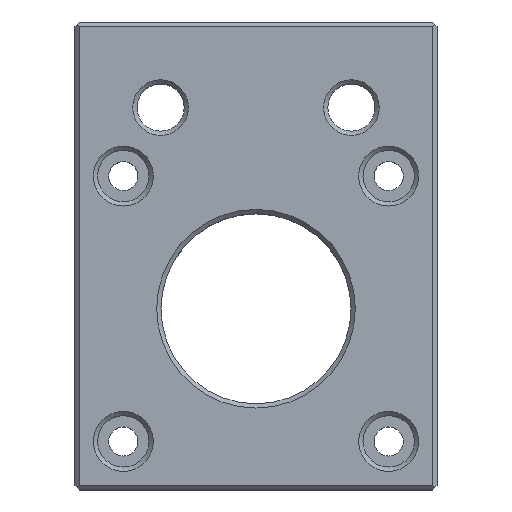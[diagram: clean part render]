
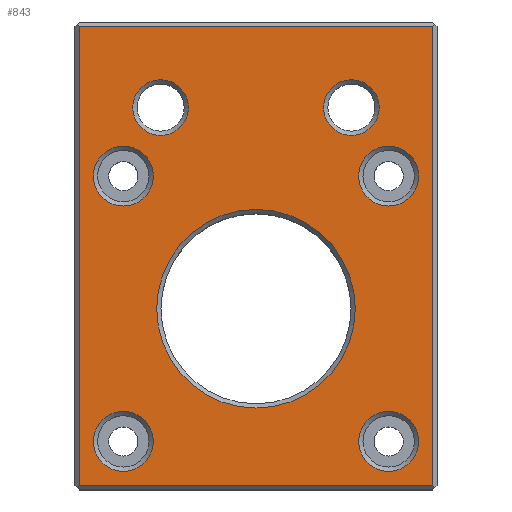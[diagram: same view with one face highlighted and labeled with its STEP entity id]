
A CAD part, top view. The second image highlights one B-rep face of the part: STEP entity #843.
In plain terms, the highlighted planar face has unit normal (0, 0, 1).
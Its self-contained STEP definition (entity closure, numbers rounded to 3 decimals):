
#42=FACE_BOUND('',#170,.T.);
#43=FACE_BOUND('',#171,.T.);
#44=FACE_BOUND('',#172,.T.);
#45=FACE_BOUND('',#173,.T.);
#46=FACE_BOUND('',#174,.T.);
#47=FACE_BOUND('',#175,.T.);
#48=FACE_BOUND('',#176,.T.);
#62=CIRCLE('',#909,3.5);
#63=CIRCLE('',#910,3.25);
#64=CIRCLE('',#911,3.25);
#65=CIRCLE('',#912,3.5);
#66=CIRCLE('',#913,11.6);
#67=CIRCLE('',#914,3.5);
#68=CIRCLE('',#915,3.5);
#118=FACE_OUTER_BOUND('',#169,.T.);
#169=EDGE_LOOP('',(#642,#643,#644,#645));
#170=EDGE_LOOP('',(#646));
#171=EDGE_LOOP('',(#647));
#172=EDGE_LOOP('',(#648));
#173=EDGE_LOOP('',(#649));
#174=EDGE_LOOP('',(#650));
#175=EDGE_LOOP('',(#651));
#176=EDGE_LOOP('',(#652));
#241=LINE('',#1286,#316);
#256=LINE('',#1317,#331);
#268=LINE('',#1339,#343);
#269=LINE('',#1341,#344);
#316=VECTOR('',#1013,10.);
#331=VECTOR('',#1034,10.);
#343=VECTOR('',#1054,10.);
#344=VECTOR('',#1057,10.);
#388=VERTEX_POINT('',#1283);
#389=VERTEX_POINT('',#1285);
#401=VERTEX_POINT('',#1314);
#402=VERTEX_POINT('',#1316);
#409=VERTEX_POINT('',#1346);
#410=VERTEX_POINT('',#1348);
#411=VERTEX_POINT('',#1350);
#412=VERTEX_POINT('',#1352);
#413=VERTEX_POINT('',#1354);
#414=VERTEX_POINT('',#1356);
#415=VERTEX_POINT('',#1358);
#466=EDGE_CURVE('',#388,#389,#241,.T.);
#481=EDGE_CURVE('',#401,#402,#256,.T.);
#493=EDGE_CURVE('',#402,#388,#268,.T.);
#494=EDGE_CURVE('',#389,#401,#269,.T.);
#497=EDGE_CURVE('',#409,#409,#62,.T.);
#498=EDGE_CURVE('',#410,#410,#63,.T.);
#499=EDGE_CURVE('',#411,#411,#64,.T.);
#500=EDGE_CURVE('',#412,#412,#65,.T.);
#501=EDGE_CURVE('',#413,#413,#66,.T.);
#502=EDGE_CURVE('',#414,#414,#67,.T.);
#503=EDGE_CURVE('',#415,#415,#68,.T.);
#642=ORIENTED_EDGE('',*,*,#481,.F.);
#643=ORIENTED_EDGE('',*,*,#494,.F.);
#644=ORIENTED_EDGE('',*,*,#466,.F.);
#645=ORIENTED_EDGE('',*,*,#493,.F.);
#646=ORIENTED_EDGE('',*,*,#497,.F.);
#647=ORIENTED_EDGE('',*,*,#498,.F.);
#648=ORIENTED_EDGE('',*,*,#499,.F.);
#649=ORIENTED_EDGE('',*,*,#500,.F.);
#650=ORIENTED_EDGE('',*,*,#501,.F.);
#651=ORIENTED_EDGE('',*,*,#502,.F.);
#652=ORIENTED_EDGE('',*,*,#503,.F.);
#819=PLANE('',#908);
#843=ADVANCED_FACE('',(#118,#42,#43,#44,#45,#46,#47,#48),#819,.T.);
#908=AXIS2_PLACEMENT_3D('',#1345,#1062,#1063);
#909=AXIS2_PLACEMENT_3D('',#1347,#1064,#1065);
#910=AXIS2_PLACEMENT_3D('',#1349,#1066,#1067);
#911=AXIS2_PLACEMENT_3D('',#1351,#1068,#1069);
#912=AXIS2_PLACEMENT_3D('',#1353,#1070,#1071);
#913=AXIS2_PLACEMENT_3D('',#1355,#1072,#1073);
#914=AXIS2_PLACEMENT_3D('',#1357,#1074,#1075);
#915=AXIS2_PLACEMENT_3D('',#1359,#1076,#1077);
#1013=DIRECTION('',(1.,0.,0.));
#1034=DIRECTION('',(-1.,0.,0.));
#1054=DIRECTION('',(0.,1.,0.));
#1057=DIRECTION('',(0.,-1.,0.));
#1062=DIRECTION('center_axis',(0.,0.,1.));
#1063=DIRECTION('ref_axis',(-1.,0.,0.));
#1064=DIRECTION('center_axis',(0.,0.,1.));
#1065=DIRECTION('ref_axis',(-1.,0.,0.));
#1066=DIRECTION('center_axis',(0.,0.,1.));
#1067=DIRECTION('ref_axis',(-1.,0.,0.));
#1068=DIRECTION('center_axis',(0.,0.,1.));
#1069=DIRECTION('ref_axis',(-1.,0.,0.));
#1070=DIRECTION('center_axis',(0.,0.,1.));
#1071=DIRECTION('ref_axis',(-1.,0.,0.));
#1072=DIRECTION('center_axis',(0.,0.,1.));
#1073=DIRECTION('ref_axis',(-1.,0.,0.));
#1074=DIRECTION('center_axis',(0.,0.,1.));
#1075=DIRECTION('ref_axis',(-1.,0.,0.));
#1076=DIRECTION('center_axis',(0.,0.,1.));
#1077=DIRECTION('ref_axis',(-1.,0.,0.));
#1283=CARTESIAN_POINT('',(0.5,54.15,16.));
#1285=CARTESIAN_POINT('',(41.8,54.15,16.));
#1286=CARTESIAN_POINT('',(31.725,54.15,16.));
#1314=CARTESIAN_POINT('',(41.8,0.5,16.));
#1316=CARTESIAN_POINT('',(0.5,0.5,16.));
#1317=CARTESIAN_POINT('',(10.575,0.5,16.));
#1339=CARTESIAN_POINT('',(0.5,40.988,16.));
#1341=CARTESIAN_POINT('',(41.8,13.663,16.));
#1345=CARTESIAN_POINT('Origin',(21.15,27.325,16.));
#1346=CARTESIAN_POINT('',(40.15,5.65,16.));
#1347=CARTESIAN_POINT('Origin',(36.65,5.65,16.));
#1348=CARTESIAN_POINT('',(35.55,44.65,16.));
#1349=CARTESIAN_POINT('Origin',(32.3,44.65,16.));
#1350=CARTESIAN_POINT('',(13.25,44.65,16.));
#1351=CARTESIAN_POINT('Origin',(10.,44.65,16.));
#1352=CARTESIAN_POINT('',(9.15,36.65,16.));
#1353=CARTESIAN_POINT('Origin',(5.65,36.65,16.));
#1354=CARTESIAN_POINT('',(32.75,21.15,16.));
#1355=CARTESIAN_POINT('Origin',(21.15,21.15,16.));
#1356=CARTESIAN_POINT('',(40.15,36.65,16.));
#1357=CARTESIAN_POINT('Origin',(36.65,36.65,16.));
#1358=CARTESIAN_POINT('',(9.15,5.65,16.));
#1359=CARTESIAN_POINT('Origin',(5.65,5.65,16.));
